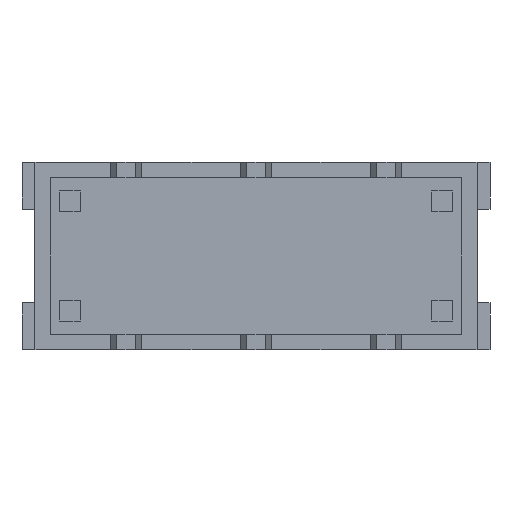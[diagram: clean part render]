
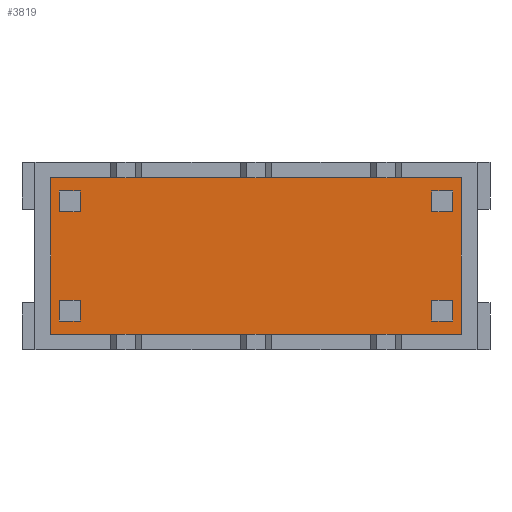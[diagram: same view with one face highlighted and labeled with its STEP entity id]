
A CAD part, front view. The second image highlights one B-rep face of the part: STEP entity #3819.
In plain terms, the highlighted planar face has unit normal (0, -1, 0).
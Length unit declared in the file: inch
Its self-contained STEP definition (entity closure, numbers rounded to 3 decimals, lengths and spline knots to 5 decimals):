
#34=DIRECTION('',(0.,0.,-1.));
#35=VECTOR('',#34,0.11811);
#36=CARTESIAN_POINT('',(0.15551,0.,0.05906));
#37=LINE('',#36,#35);
#38=DIRECTION('',(-1.,0.,0.));
#39=VECTOR('',#38,0.31102);
#40=CARTESIAN_POINT('',(0.15551,0.,-0.05906));
#41=LINE('',#40,#39);
#42=DIRECTION('',(0.,0.,1.));
#43=VECTOR('',#42,0.11811);
#44=CARTESIAN_POINT('',(-0.15551,0.,-0.05906));
#45=LINE('',#44,#43);
#46=DIRECTION('',(1.,0.,0.));
#47=VECTOR('',#46,0.31102);
#48=CARTESIAN_POINT('',(-0.15551,0.,0.05906));
#49=LINE('',#48,#47);
#50=DIRECTION('',(-1.,0.,0.));
#51=VECTOR('',#50,0.01575);
#52=CARTESIAN_POINT('',(-0.13307,0.,-0.03346));
#53=LINE('',#52,#51);
#54=DIRECTION('',(0.,0.,-1.));
#55=VECTOR('',#54,0.01575);
#56=CARTESIAN_POINT('',(-0.14882,0.,-0.03346));
#57=LINE('',#56,#55);
#58=DIRECTION('',(1.,0.,0.));
#59=VECTOR('',#58,0.01575);
#60=CARTESIAN_POINT('',(-0.14882,0.,-0.04921));
#61=LINE('',#60,#59);
#62=DIRECTION('',(0.,0.,1.));
#63=VECTOR('',#62,0.01575);
#64=CARTESIAN_POINT('',(-0.13307,0.,-0.04921));
#65=LINE('',#64,#63);
#66=DIRECTION('',(0.,0.,-1.));
#67=VECTOR('',#66,0.01575);
#68=CARTESIAN_POINT('',(0.13307,0.,-0.03346));
#69=LINE('',#68,#67);
#70=DIRECTION('',(1.,0.,0.));
#71=VECTOR('',#70,0.01575);
#72=CARTESIAN_POINT('',(0.13307,0.,-0.04921));
#73=LINE('',#72,#71);
#74=DIRECTION('',(0.,0.,1.));
#75=VECTOR('',#74,0.01575);
#76=CARTESIAN_POINT('',(0.14882,0.,-0.04921));
#77=LINE('',#76,#75);
#78=DIRECTION('',(-1.,0.,0.));
#79=VECTOR('',#78,0.01575);
#80=CARTESIAN_POINT('',(0.14882,0.,-0.03346));
#81=LINE('',#80,#79);
#82=DIRECTION('',(0.,0.,1.));
#83=VECTOR('',#82,0.01575);
#84=CARTESIAN_POINT('',(-0.13307,0.,0.03346));
#85=LINE('',#84,#83);
#86=DIRECTION('',(-1.,0.,0.));
#87=VECTOR('',#86,0.01575);
#88=CARTESIAN_POINT('',(-0.13307,0.,0.04921));
#89=LINE('',#88,#87);
#90=DIRECTION('',(0.,0.,-1.));
#91=VECTOR('',#90,0.01575);
#92=CARTESIAN_POINT('',(-0.14882,0.,0.04921));
#93=LINE('',#92,#91);
#94=DIRECTION('',(1.,0.,0.));
#95=VECTOR('',#94,0.01575);
#96=CARTESIAN_POINT('',(-0.14882,0.,0.03346));
#97=LINE('',#96,#95);
#98=DIRECTION('',(1.,0.,0.));
#99=VECTOR('',#98,0.01575);
#100=CARTESIAN_POINT('',(0.13307,0.,0.03346));
#101=LINE('',#100,#99);
#102=DIRECTION('',(0.,0.,1.));
#103=VECTOR('',#102,0.01575);
#104=CARTESIAN_POINT('',(0.14882,0.,0.03346));
#105=LINE('',#104,#103);
#106=DIRECTION('',(-1.,0.,0.));
#107=VECTOR('',#106,0.01575);
#108=CARTESIAN_POINT('',(0.14882,0.,0.04921));
#109=LINE('',#108,#107);
#110=DIRECTION('',(0.,0.,-1.));
#111=VECTOR('',#110,0.01575);
#112=CARTESIAN_POINT('',(0.13307,0.,0.04921));
#113=LINE('',#112,#111);
#3008=CARTESIAN_POINT('',(0.15551,0.,0.05906));
#3009=CARTESIAN_POINT('',(0.15551,0.,-0.05906));
#3010=VERTEX_POINT('',#3008);
#3011=VERTEX_POINT('',#3009);
#3012=CARTESIAN_POINT('',(-0.15551,0.,-0.05906));
#3013=VERTEX_POINT('',#3012);
#3014=CARTESIAN_POINT('',(-0.15551,0.,0.05906));
#3015=VERTEX_POINT('',#3014);
#3086=CARTESIAN_POINT('',(-0.13307,0.,-0.03346));
#3087=CARTESIAN_POINT('',(-0.14882,0.,-0.03346));
#3088=VERTEX_POINT('',#3086);
#3089=VERTEX_POINT('',#3087);
#3090=CARTESIAN_POINT('',(-0.14882,0.,-0.04921));
#3091=VERTEX_POINT('',#3090);
#3092=CARTESIAN_POINT('',(-0.13307,0.,-0.04921));
#3093=VERTEX_POINT('',#3092);
#3094=CARTESIAN_POINT('',(0.13307,0.,-0.03346));
#3095=CARTESIAN_POINT('',(0.13307,0.,-0.04921));
#3096=VERTEX_POINT('',#3094);
#3097=VERTEX_POINT('',#3095);
#3098=CARTESIAN_POINT('',(0.14882,0.,-0.04921));
#3099=VERTEX_POINT('',#3098);
#3100=CARTESIAN_POINT('',(0.14882,0.,-0.03346));
#3101=VERTEX_POINT('',#3100);
#3102=CARTESIAN_POINT('',(-0.13307,0.,0.03346));
#3103=CARTESIAN_POINT('',(-0.13307,0.,0.04921));
#3104=VERTEX_POINT('',#3102);
#3105=VERTEX_POINT('',#3103);
#3106=CARTESIAN_POINT('',(-0.14882,0.,0.04921));
#3107=VERTEX_POINT('',#3106);
#3108=CARTESIAN_POINT('',(-0.14882,0.,0.03346));
#3109=VERTEX_POINT('',#3108);
#3110=CARTESIAN_POINT('',(0.13307,0.,0.03346));
#3111=CARTESIAN_POINT('',(0.14882,0.,0.03346));
#3112=VERTEX_POINT('',#3110);
#3113=VERTEX_POINT('',#3111);
#3114=CARTESIAN_POINT('',(0.14882,0.,0.04921));
#3115=VERTEX_POINT('',#3114);
#3116=CARTESIAN_POINT('',(0.13307,0.,0.04921));
#3117=VERTEX_POINT('',#3116);
#3764=CARTESIAN_POINT('',(0.,0.,0.));
#3765=DIRECTION('',(0.,1.,0.));
#3766=DIRECTION('',(1.,0.,0.));
#3767=AXIS2_PLACEMENT_3D('',#3764,#3765,#3766);
#3768=PLANE('',#3767);
#3770=ORIENTED_EDGE('',*,*,#3769,.T.);
#3772=ORIENTED_EDGE('',*,*,#3771,.T.);
#3774=ORIENTED_EDGE('',*,*,#3773,.T.);
#3776=ORIENTED_EDGE('',*,*,#3775,.T.);
#3777=EDGE_LOOP('',(#3770,#3772,#3774,#3776));
#3778=FACE_OUTER_BOUND('',#3777,.F.);
#3780=ORIENTED_EDGE('',*,*,#3779,.T.);
#3782=ORIENTED_EDGE('',*,*,#3781,.T.);
#3784=ORIENTED_EDGE('',*,*,#3783,.T.);
#3786=ORIENTED_EDGE('',*,*,#3785,.T.);
#3787=EDGE_LOOP('',(#3780,#3782,#3784,#3786));
#3788=FACE_BOUND('',#3787,.F.);
#3790=ORIENTED_EDGE('',*,*,#3789,.T.);
#3792=ORIENTED_EDGE('',*,*,#3791,.T.);
#3794=ORIENTED_EDGE('',*,*,#3793,.T.);
#3796=ORIENTED_EDGE('',*,*,#3795,.T.);
#3797=EDGE_LOOP('',(#3790,#3792,#3794,#3796));
#3798=FACE_BOUND('',#3797,.F.);
#3800=ORIENTED_EDGE('',*,*,#3799,.T.);
#3802=ORIENTED_EDGE('',*,*,#3801,.T.);
#3804=ORIENTED_EDGE('',*,*,#3803,.T.);
#3806=ORIENTED_EDGE('',*,*,#3805,.T.);
#3807=EDGE_LOOP('',(#3800,#3802,#3804,#3806));
#3808=FACE_BOUND('',#3807,.F.);
#3810=ORIENTED_EDGE('',*,*,#3809,.T.);
#3812=ORIENTED_EDGE('',*,*,#3811,.T.);
#3814=ORIENTED_EDGE('',*,*,#3813,.T.);
#3816=ORIENTED_EDGE('',*,*,#3815,.T.);
#3817=EDGE_LOOP('',(#3810,#3812,#3814,#3816));
#3818=FACE_BOUND('',#3817,.F.);
#3819=ADVANCED_FACE('',(#3778,#3788,#3798,#3808,#3818),#3768,.F.);
#3769=EDGE_CURVE('',#3010,#3011,#37,.T.);
#3771=EDGE_CURVE('',#3011,#3013,#41,.T.);
#3773=EDGE_CURVE('',#3013,#3015,#45,.T.);
#3775=EDGE_CURVE('',#3015,#3010,#49,.T.);
#3779=EDGE_CURVE('',#3088,#3089,#53,.T.);
#3781=EDGE_CURVE('',#3089,#3091,#57,.T.);
#3783=EDGE_CURVE('',#3091,#3093,#61,.T.);
#3785=EDGE_CURVE('',#3093,#3088,#65,.T.);
#3789=EDGE_CURVE('',#3096,#3097,#69,.T.);
#3791=EDGE_CURVE('',#3097,#3099,#73,.T.);
#3793=EDGE_CURVE('',#3099,#3101,#77,.T.);
#3795=EDGE_CURVE('',#3101,#3096,#81,.T.);
#3799=EDGE_CURVE('',#3104,#3105,#85,.T.);
#3801=EDGE_CURVE('',#3105,#3107,#89,.T.);
#3803=EDGE_CURVE('',#3107,#3109,#93,.T.);
#3805=EDGE_CURVE('',#3109,#3104,#97,.T.);
#3809=EDGE_CURVE('',#3112,#3113,#101,.T.);
#3811=EDGE_CURVE('',#3113,#3115,#105,.T.);
#3813=EDGE_CURVE('',#3115,#3117,#109,.T.);
#3815=EDGE_CURVE('',#3117,#3112,#113,.T.);
